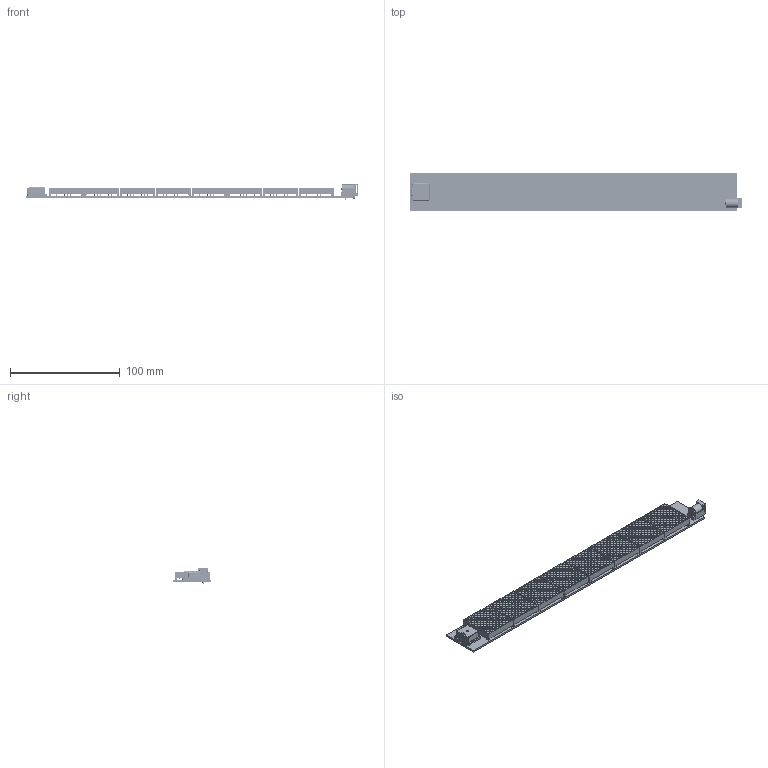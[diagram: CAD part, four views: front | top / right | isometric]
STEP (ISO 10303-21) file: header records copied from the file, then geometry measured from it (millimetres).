
FILE_DESCRIPTION(('KiCad electronic assembly'),'2;1');
FILE_NAME('Display_LED.step','2022-08-24T20:11:31',('Pcbnew'),('Kicad'), 'Open CASCADE STEP processor 7.6','KiCad to STEP converter','Unknown' );
FILE_SCHEMA(('AUTOMOTIVE_DESIGN { 1 0 10303 214 1 1 1 1 }'));
Length unit declared in the file: millimetre
Products named in the file (8): Display_LED 1; LED-Matrix-8x8-3mm-32x32; COMPOUND; PKMCS1818E20A0-R1; User Library-PowerJack-2_5x5_7mm; _autosave-Display_LED PCB
Assembly tree (14 placements, depth 3):
  Display_LED 1
    LED-Matrix-8x8-3mm-32x32  x8
      COMPOUND
    PKMCS1818E20A0-R1
      COMPOUND
    User Library-PowerJack-2_5x5_7mm
      COMPOUND
    _autosave-Display_LED PCB
Bounding box: 302.44 x 35 x 14.5 mm (x, y, z)
Volume: 66837 mm3; surface area: 56968 mm2
Topology: 662 solids, 662 shells, 3205 faces, 5578 edges, 3702 vertices
Faces by surface type: bspline 3059, cylinder 134, plane 12
Full cylindrical faces by diameter (mm): 1 x128
Entity records: 46917 total; most frequent: CARTESIAN_POINT 18873, ORIENTED_EDGE 3420, PCURVE 3420, DEFINITIONAL_REPRESENTATION 3420, B_SPLINE_CURVE_WITH_KNOTS 2866, DIRECTION 1886, EDGE_CURVE 1710, SURFACE_CURVE 1582
